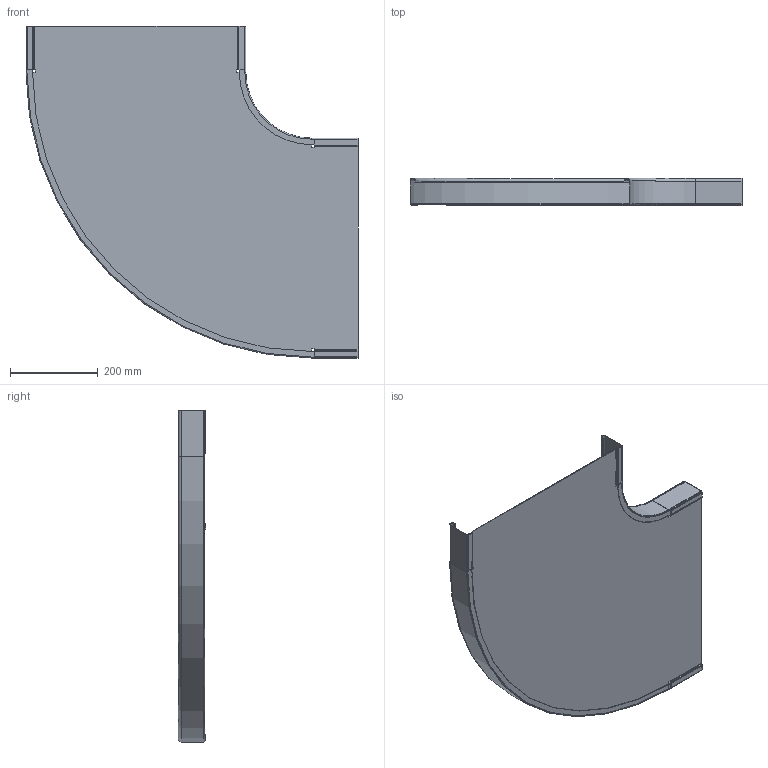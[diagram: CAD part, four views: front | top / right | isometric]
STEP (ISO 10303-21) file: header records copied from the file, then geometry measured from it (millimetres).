
FILE_DESCRIPTION((''),'2;1');
FILE_NAME('7001304_ORG_ASM','2012-06-21T',('AndreasKeweloh'),(''),'PRO/ENGINEER BY PARAMETRIC TECHNOLOGY CORPORATION, 2012060','PRO/ENGINEER BY PARAMETRIC TECHNOLOGY CORPORATION, 2012060','');
FILE_SCHEMA(('CONFIG_CONTROL_DESIGN'));
Length unit declared in the file: millimetre
Products named in the file (5): KTS_06_151-022; KTS__06_155-024_R650; KTS_06_127-034_NB_500; ASM0001_ASM; 7001304_ORG_ASM
Assembly tree (4 placements, depth 3):
  7001304_ORG_ASM
    ASM0001_ASM
      KTS_06_151-022
      KTS__06_155-024_R650
      KTS_06_127-034_NB_500
Bounding box: 755 x 62 x 755 mm (x, y, z)
Volume: 805833.8 mm3; surface area: 1132319.8 mm2
Topology: 3 solids, 3 shells, 150 faces, 344 edges, 200 vertices
Faces by surface type: plane 98, cylinder 44, torus 8
Entity records: 4259 total; most frequent: DIRECTION 760, CARTESIAN_POINT 706, ORIENTED_EDGE 688, EDGE_CURVE 344, AXIS2_PLACEMENT_3D 254, VECTOR 252, LINE 252, VERTEX_POINT 200
